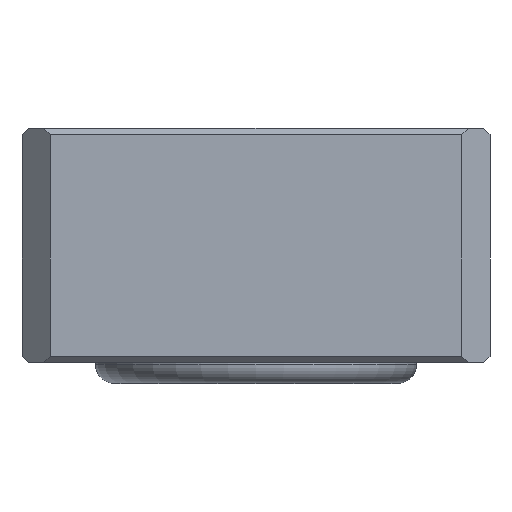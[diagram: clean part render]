
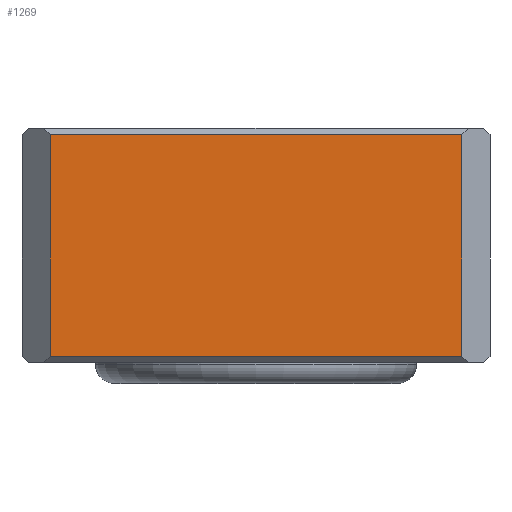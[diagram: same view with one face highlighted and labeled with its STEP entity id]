
A CAD part, front view. The second image highlights one B-rep face of the part: STEP entity #1269.
In plain terms, the highlighted planar face has unit normal (0, -1, 0).
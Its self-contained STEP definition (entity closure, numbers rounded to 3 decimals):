
#1047=CARTESIAN_POINT('',(0.09,-1.5,0.02));
#1048=VERTEX_POINT('',#1047);
#1065=CARTESIAN_POINT('',(1.41,-1.5,0.02));
#1066=VERTEX_POINT('',#1065);
#1073=CARTESIAN_POINT('',(1.41,-1.5,0.02));
#1074=DIRECTION('',(-1.0,0.0,0.0));
#1075=VECTOR('',#1074,1.32);
#1076=LINE('',#1073,#1075);
#1077=EDGE_CURVE('',#1066,#1048,#1076,.T.);
#1140=CARTESIAN_POINT('',(0.09,-1.5,0.73));
#1141=VERTEX_POINT('',#1140);
#1142=CARTESIAN_POINT('',(0.09,-1.5,0.02));
#1143=DIRECTION('',(0.0,0.0,1.0));
#1144=VECTOR('',#1143,0.71);
#1145=LINE('',#1142,#1144);
#1146=EDGE_CURVE('',#1048,#1141,#1145,.T.);
#1235=CARTESIAN_POINT('',(1.41,-1.5,0.73));
#1236=VERTEX_POINT('',#1235);
#1237=CARTESIAN_POINT('',(0.09,-1.5,0.73));
#1238=DIRECTION('',(1.0,0.0,0.0));
#1239=VECTOR('',#1238,1.32);
#1240=LINE('',#1237,#1239);
#1241=EDGE_CURVE('',#1141,#1236,#1240,.T.);
#1253=CARTESIAN_POINT('',(1.5,-1.5,0.0));
#1254=DIRECTION('',(0.0,-1.0,0.0));
#1255=DIRECTION('',(0.0,0.0,1.0));
#1256=AXIS2_PLACEMENT_3D('',#1253,#1254,#1255);
#1257=PLANE('',#1256);
#1258=ORIENTED_EDGE('',*,*,#1077,.F.);
#1259=CARTESIAN_POINT('',(1.41,-1.5,0.73));
#1260=DIRECTION('',(0.0,0.0,-1.0));
#1261=VECTOR('',#1260,0.71);
#1262=LINE('',#1259,#1261);
#1263=EDGE_CURVE('',#1236,#1066,#1262,.T.);
#1264=ORIENTED_EDGE('',*,*,#1263,.F.);
#1265=ORIENTED_EDGE('',*,*,#1241,.F.);
#1266=ORIENTED_EDGE('',*,*,#1146,.F.);
#1267=EDGE_LOOP('',(#1258,#1264,#1265,#1266));
#1268=FACE_OUTER_BOUND('',#1267,.T.);
#1269=ADVANCED_FACE('',(#1268),#1257,.T.);
